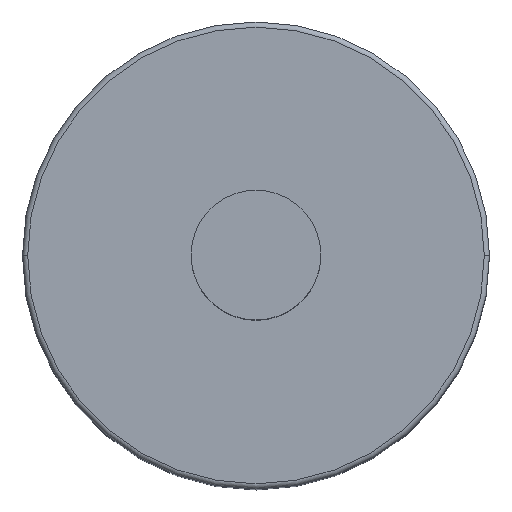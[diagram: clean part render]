
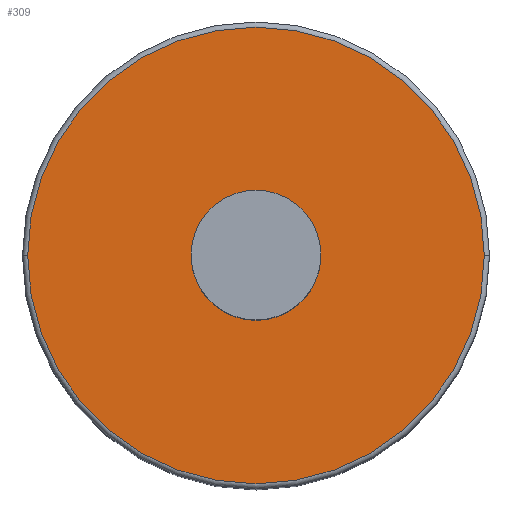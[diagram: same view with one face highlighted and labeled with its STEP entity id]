
A CAD part, top view. The second image highlights one B-rep face of the part: STEP entity #309.
In plain terms, the highlighted planar face has unit normal (0, 0, 1).
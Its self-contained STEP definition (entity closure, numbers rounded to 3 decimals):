
#107=CARTESIAN_POINT('',(0.,0.,22.));
#108=DIRECTION('',(0.,0.,1.));
#109=DIRECTION('',(1.,0.,0.));
#110=AXIS2_PLACEMENT_3D('',#107,#108,#109);
#112=CARTESIAN_POINT('',(0.,0.,22.));
#113=DIRECTION('',(0.,0.,1.));
#114=DIRECTION('',(-1.,0.,0.));
#115=AXIS2_PLACEMENT_3D('',#112,#113,#114);
#117=CARTESIAN_POINT('',(0.,0.,22.));
#118=DIRECTION('',(0.,0.,1.));
#119=DIRECTION('',(-1.,0.,0.));
#120=AXIS2_PLACEMENT_3D('',#117,#118,#119);
#122=CARTESIAN_POINT('',(0.,0.,22.));
#123=DIRECTION('',(0.,0.,1.));
#124=DIRECTION('',(1.,0.,0.));
#125=AXIS2_PLACEMENT_3D('',#122,#123,#124);
#168=CARTESIAN_POINT('',(2.5,0.,22.));
#169=CARTESIAN_POINT('',(-2.5,0.,22.));
#170=VERTEX_POINT('',#168);
#171=VERTEX_POINT('',#169);
#172=CARTESIAN_POINT('',(-8.8,0.,22.));
#173=CARTESIAN_POINT('',(8.8,0.,22.));
#174=VERTEX_POINT('',#172);
#175=VERTEX_POINT('',#173);
#293=CARTESIAN_POINT('',(0.,0.,22.));
#294=DIRECTION('',(0.,0.,1.));
#295=DIRECTION('',(1.,0.,0.));
#296=AXIS2_PLACEMENT_3D('',#293,#294,#295);
#297=PLANE('',#296);
#299=ORIENTED_EDGE('',*,*,#298,.F.);
#300=ORIENTED_EDGE('',*,*,#276,.F.);
#301=EDGE_LOOP('',(#299,#300));
#302=FACE_OUTER_BOUND('',#301,.F.);
#304=ORIENTED_EDGE('',*,*,#303,.T.);
#306=ORIENTED_EDGE('',*,*,#305,.T.);
#307=EDGE_LOOP('',(#304,#306));
#308=FACE_BOUND('',#307,.F.);
#309=ADVANCED_FACE('',(#302,#308),#297,.T.);
#111=CIRCLE('',#110,2.5);
#116=CIRCLE('',#115,2.5);
#121=CIRCLE('',#120,8.8);
#126=CIRCLE('',#125,8.8);
#276=EDGE_CURVE('',#175,#174,#126,.T.);
#298=EDGE_CURVE('',#174,#175,#121,.T.);
#303=EDGE_CURVE('',#170,#171,#111,.T.);
#305=EDGE_CURVE('',#171,#170,#116,.T.);
